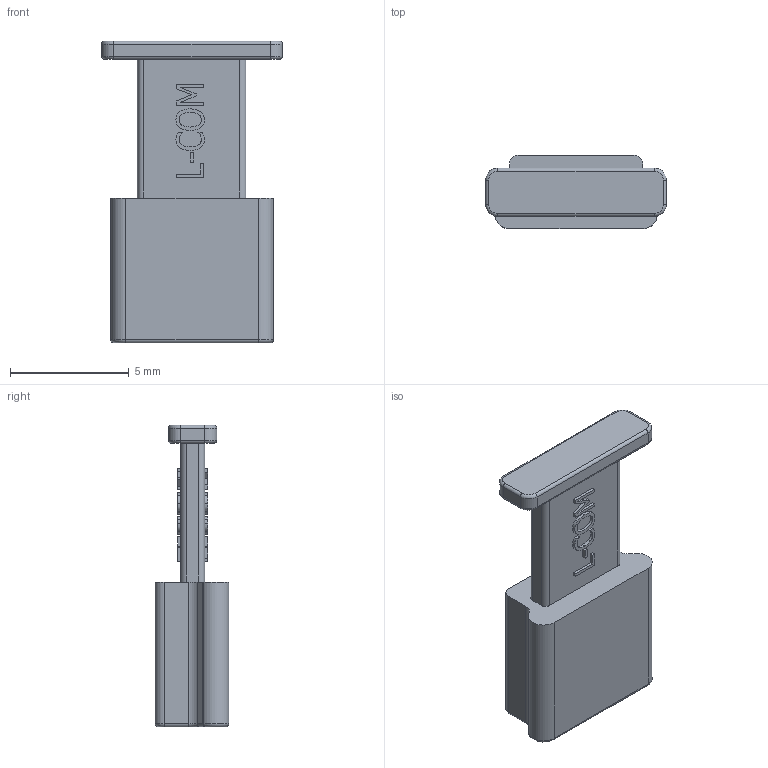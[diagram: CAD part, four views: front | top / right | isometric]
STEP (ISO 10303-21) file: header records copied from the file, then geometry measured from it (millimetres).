
FILE_DESCRIPTION (( 'STEP AP214' ), '1' );
FILE_NAME ('CAPUSB-MB5.STEP', '2009-08-21T19:16:31', ( ' ' ), ( ' ' ), 'SwSTEP 2.0', 'SolidWorks 2008', '' );
FILE_SCHEMA (( 'AUTOMOTIVE_DESIGN' ));
Length unit declared in the file: inch
Products named in the file (1): CAPUSB-MB5
Bounding box: 7.62 x 3.1 x 12.7 mm (x, y, z)
Volume: 100 mm3; surface area: 321.4 mm2
Topology: 1 solids, 1 shells, 205 faces, 529 edges, 341 vertices
Faces by surface type: plane 89, bspline 60, cylinder 37, torus 17, sphere 2
Entity records: 8178 total; most frequent: CARTESIAN_POINT 3488, ORIENTED_EDGE 1058, DIRECTION 797, EDGE_CURVE 529, VERTEX_POINT 341, LINE 313, VECTOR 313, AXIS2_PLACEMENT_3D 242
